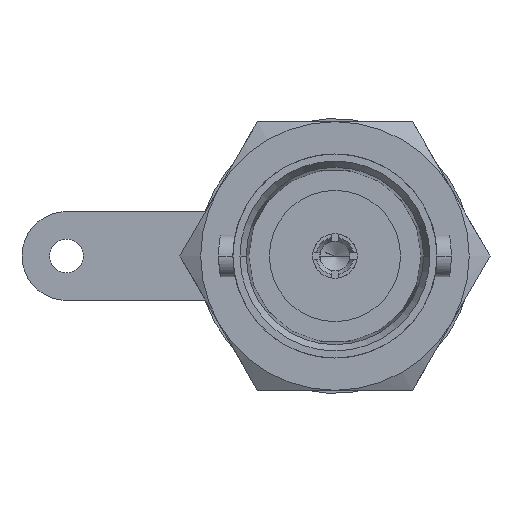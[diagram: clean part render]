
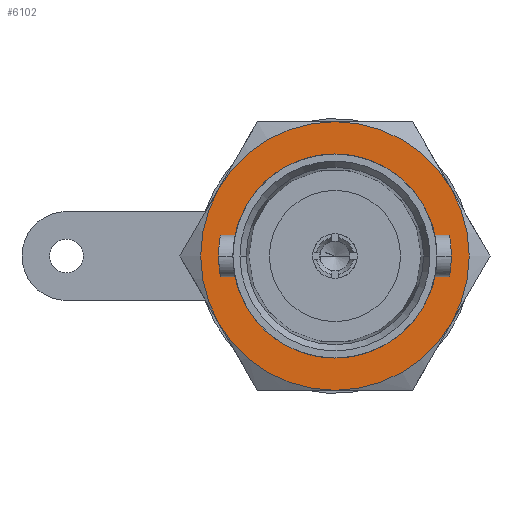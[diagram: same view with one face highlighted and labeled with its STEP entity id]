
A CAD part, left-side view. The second image highlights one B-rep face of the part: STEP entity #6102.
In plain terms, the highlighted planar face has unit normal (-1, 0, 0).
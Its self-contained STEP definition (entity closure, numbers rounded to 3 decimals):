
#231=CARTESIAN_POINT('',(10.8,0.,0.));
#232=DIRECTION('',(-1.,0.,0.));
#233=DIRECTION('',(0.,1.,0.));
#234=AXIS2_PLACEMENT_3D('',#231,#232,#233);
#236=CARTESIAN_POINT('',(10.8,0.,0.));
#237=DIRECTION('',(1.,0.,0.));
#238=DIRECTION('',(0.,1.,0.));
#239=AXIS2_PLACEMENT_3D('',#236,#237,#238);
#246=CARTESIAN_POINT('',(10.8,0.,0.));
#247=DIRECTION('',(-1.,0.,0.));
#248=DIRECTION('',(0.,0.,1.));
#249=AXIS2_PLACEMENT_3D('',#246,#247,#248);
#264=CARTESIAN_POINT('',(10.8,0.,0.));
#265=DIRECTION('',(-1.,0.,0.));
#266=DIRECTION('',(0.,0.,-1.));
#267=AXIS2_PLACEMENT_3D('',#264,#265,#266);
#5198=CARTESIAN_POINT('',(10.8,4.825,0.));
#5199=CARTESIAN_POINT('',(10.8,-4.825,0.));
#5200=VERTEX_POINT('',#5198);
#5201=VERTEX_POINT('',#5199);
#5206=CARTESIAN_POINT('',(10.8,0.,6.35));
#5207=CARTESIAN_POINT('',(10.8,0.,-6.35));
#5208=VERTEX_POINT('',#5206);
#5209=VERTEX_POINT('',#5207);
#6087=CARTESIAN_POINT('',(10.8,0.,0.));
#6088=DIRECTION('',(-1.,0.,0.));
#6089=DIRECTION('',(0.,1.,0.));
#6090=AXIS2_PLACEMENT_3D('',#6087,#6088,#6089);
#6091=PLANE('',#6090);
#6093=ORIENTED_EDGE('',*,*,#6092,.F.);
#6095=ORIENTED_EDGE('',*,*,#6094,.F.);
#6096=EDGE_LOOP('',(#6093,#6095));
#6097=FACE_OUTER_BOUND('',#6096,.F.);
#6098=ORIENTED_EDGE('',*,*,#6036,.T.);
#6099=ORIENTED_EDGE('',*,*,#6068,.F.);
#6100=EDGE_LOOP('',(#6098,#6099));
#6101=FACE_BOUND('',#6100,.F.);
#6102=ADVANCED_FACE('',(#6097,#6101),#6091,.T.);
#235=CIRCLE('',#234,4.825);
#240=CIRCLE('',#239,4.825);
#250=CIRCLE('',#249,6.35);
#268=CIRCLE('',#267,6.35);
#6036=EDGE_CURVE('',#5200,#5201,#235,.T.);
#6068=EDGE_CURVE('',#5200,#5201,#240,.T.);
#6092=EDGE_CURVE('',#5208,#5209,#250,.T.);
#6094=EDGE_CURVE('',#5209,#5208,#268,.T.);
